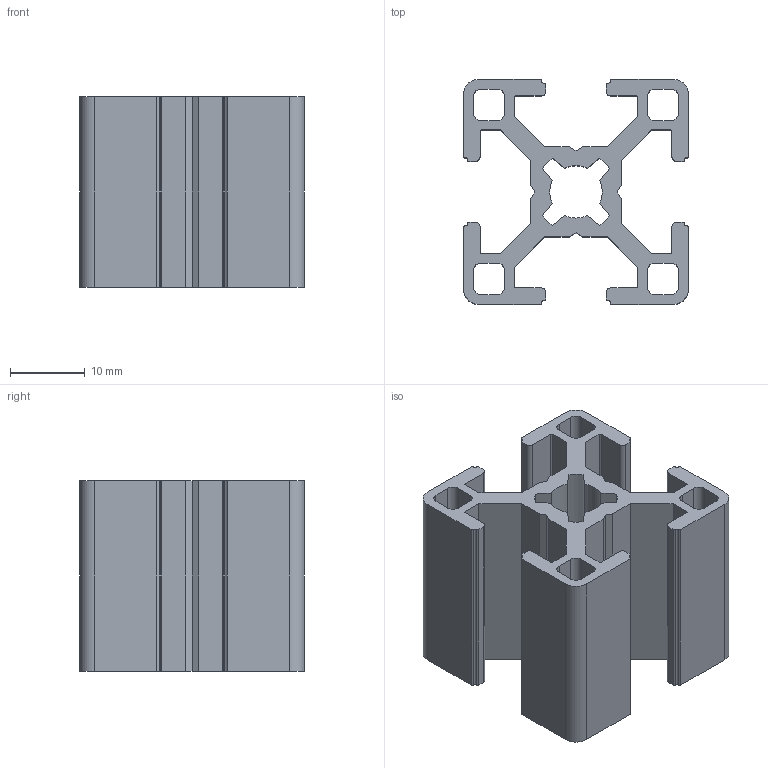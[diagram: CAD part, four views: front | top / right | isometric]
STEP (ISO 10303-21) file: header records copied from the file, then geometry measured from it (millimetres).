
FILE_DESCRIPTION((''),'2;1');
FILE_NAME('bosch3030.stp','2002-01-17T16:28:05',('Administrator'),(''),'Autodesk Inventor (tm) 3.0','Autodesk Inventor (tm) 3.0','');
FILE_SCHEMA(('CONFIG_CONTROL_DESIGN'));
Length unit declared in the file: millimetre
Products named in the file (1): bosch3030
Bounding box: 30 x 30 x 25.4 mm (x, y, z)
Volume: 8006.9 mm3; surface area: 9030.7 mm2
Topology: 1 solids, 1 shells, 166 faces, 492 edges, 328 vertices
Faces by surface type: plane 98, cylinder 68
Entity records: 5687 total; most frequent: CARTESIAN_POINT 987, ORIENTED_EDGE 984, DIRECTION 962, EDGE_CURVE 492, VECTOR 356, LINE 356, VERTEX_POINT 328, AXIS2_PLACEMENT_3D 303
